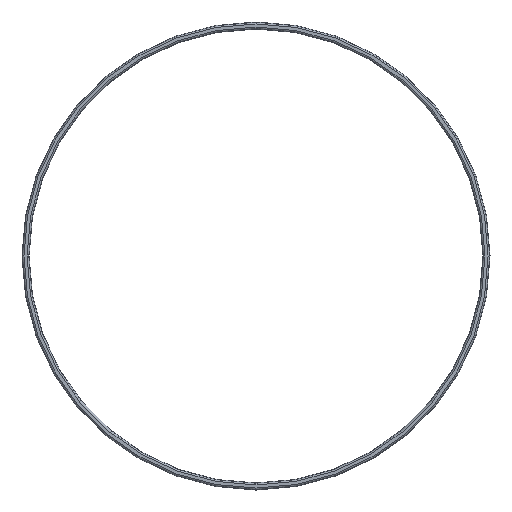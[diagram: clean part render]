
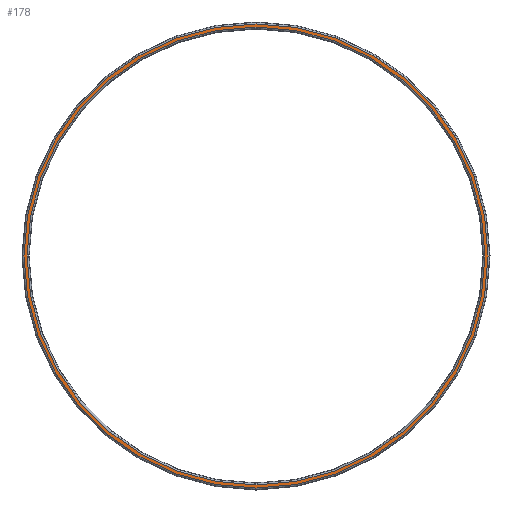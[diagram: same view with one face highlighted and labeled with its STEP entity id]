
A CAD part, front view. The second image highlights one B-rep face of the part: STEP entity #178.
In plain terms, the highlighted planar face has unit normal (0, -1, 0).
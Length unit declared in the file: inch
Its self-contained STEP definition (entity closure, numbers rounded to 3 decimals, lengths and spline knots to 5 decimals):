
#4 = DIRECTION ( 'NONE',  ( 0., -1., 0. ) ) ;
#20 = DIRECTION ( 'NONE',  ( 0., -1., 0. ) ) ;
#24 = EDGE_LOOP ( 'NONE', ( #386, #500 ) ) ;
#43 = EDGE_LOOP ( 'NONE', ( #394, #582 ) ) ;
#47 = DIRECTION ( 'NONE',  ( 0., 0., -1. ) ) ;
#67 = AXIS2_PLACEMENT_3D ( 'NONE', #546, #586, #90 ) ;
#78 = CARTESIAN_POINT ( 'NONE',  ( 10.1875, -0.25, -10.25551 ) ) ;
#82 = CIRCLE ( 'NONE', #571, 10.25551 ) ;
#90 = DIRECTION ( 'NONE',  ( 0., 0., -1. ) ) ;
#95 = CARTESIAN_POINT ( 'NONE',  ( 10.1875, -0.25, -10.11949 ) ) ;
#102 = AXIS2_PLACEMENT_3D ( 'NONE', #209, #4, #47 ) ;
#110 = DIRECTION ( 'NONE',  ( 0., 0., -1. ) ) ;
#129 = DIRECTION ( 'NONE',  ( 0., 0., -1. ) ) ;
#143 = PLANE ( 'NONE',  #184 ) ;
#178 = ADVANCED_FACE ( 'NONE', ( #415, #367 ), #143, .T. ) ;
#183 = CARTESIAN_POINT ( 'NONE',  ( 10.1875, -0.25, 0. ) ) ;
#184 = AXIS2_PLACEMENT_3D ( 'NONE', #608, #372, #110 ) ;
#209 = CARTESIAN_POINT ( 'NONE',  ( 10.1875, -0.25, 0. ) ) ;
#265 = EDGE_CURVE ( 'NONE', #493, #275, #82, .T. ) ;
#275 = VERTEX_POINT ( 'NONE', #78 ) ;
#297 = CIRCLE ( 'NONE', #102, 10.25551 ) ;
#341 = DIRECTION ( 'NONE',  ( 0., 0., -1. ) ) ;
#365 = CIRCLE ( 'NONE', #67, 10.11949 ) ;
#367 = FACE_BOUND ( 'NONE', #43, .T. ) ;
#368 = AXIS2_PLACEMENT_3D ( 'NONE', #183, #398, #129 ) ;
#372 = DIRECTION ( 'NONE',  ( 0., -1., 0. ) ) ;
#376 = EDGE_CURVE ( 'NONE', #275, #493, #297, .T. ) ;
#386 = ORIENTED_EDGE ( 'NONE', *, *, #376, .T. ) ;
#394 = ORIENTED_EDGE ( 'NONE', *, *, #489, .T. ) ;
#398 = DIRECTION ( 'NONE',  ( 0., 1., 0. ) ) ;
#415 = FACE_OUTER_BOUND ( 'NONE', #24, .T. ) ;
#441 = CARTESIAN_POINT ( 'NONE',  ( 10.1875, -0.25, 10.11949 ) ) ;
#484 = CIRCLE ( 'NONE', #368, 10.11949 ) ;
#489 = EDGE_CURVE ( 'NONE', #572, #537, #365, .T. ) ;
#493 = VERTEX_POINT ( 'NONE', #548 ) ;
#494 = CARTESIAN_POINT ( 'NONE',  ( 10.1875, -0.25, 0. ) ) ;
#500 = ORIENTED_EDGE ( 'NONE', *, *, #265, .T. ) ;
#537 = VERTEX_POINT ( 'NONE', #441 ) ;
#545 = EDGE_CURVE ( 'NONE', #537, #572, #484, .T. ) ;
#546 = CARTESIAN_POINT ( 'NONE',  ( 10.1875, -0.25, 0. ) ) ;
#548 = CARTESIAN_POINT ( 'NONE',  ( 10.1875, -0.25, 10.25551 ) ) ;
#571 = AXIS2_PLACEMENT_3D ( 'NONE', #494, #20, #341 ) ;
#572 = VERTEX_POINT ( 'NONE', #95 ) ;
#582 = ORIENTED_EDGE ( 'NONE', *, *, #545, .T. ) ;
#586 = DIRECTION ( 'NONE',  ( 0., 1., 0. ) ) ;
#608 = CARTESIAN_POINT ( 'NONE',  ( -0.10938, -0.25, 0. ) ) ;
